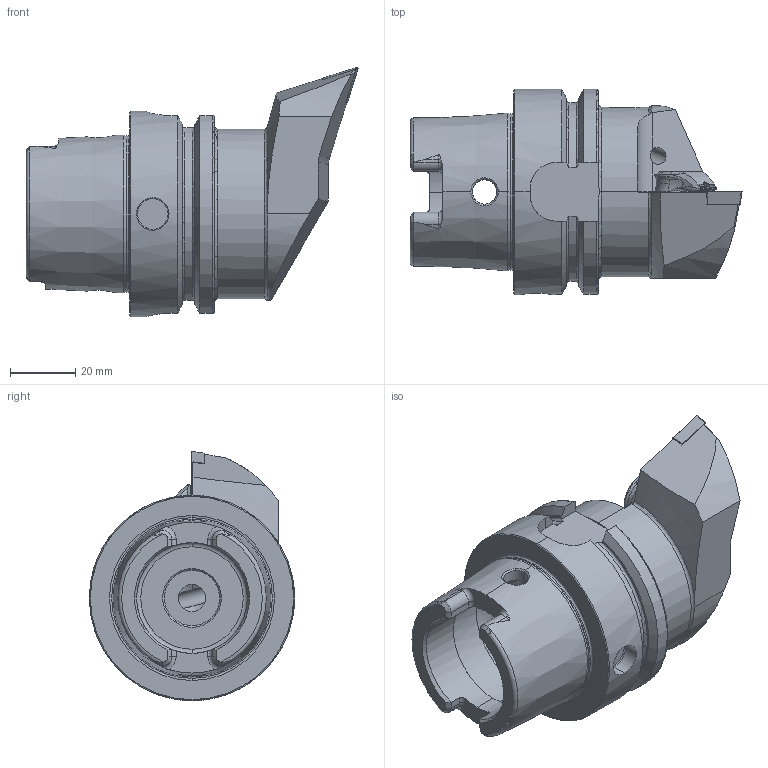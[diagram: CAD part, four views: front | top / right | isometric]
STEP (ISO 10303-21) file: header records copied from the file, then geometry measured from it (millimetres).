
FILE_DESCRIPTION (( 'STEP AP214' ), '1' );
FILE_NAME ('HA6.KDB.LHA.070-HP.STEP', '2021-02-10T10:31:46', ( '' ), ( '' ), 'SwSTEP 2.0', 'SolidWorks 2017', '' );
FILE_SCHEMA (( 'AUTOMOTIVE_DESIGN' ));
Length unit declared in the file: millimetre
Products named in the file (11): DIN 3771 - 6.5x1.5; ISO 8752 2x8; HA6.KDB.LHA.070-HP; DCMT11T304; DIN 3771 - 13x1; CHP-ER1.008.014_A; CHP-PCX.000.022_D《e; DIN 7991 - M5x18; WCB-ER2.001.009_A; HA6-KDB.LHA.070-HP_A; CHP-PCX.000.022_B
Assembly tree (10 placements, depth 3):
  HA6.KDB.LHA.070-HP
    HA6-KDB.LHA.070-HP_A
    DCMT11T304
    WCB-ER2.001.009_A
    CHP-PCX.000.022_D《e
      DIN 3771 - 13x1
      DIN 3771 - 6.5x1.5
      CHP-PCX.000.022_B
      DIN 7991 - M5x18
    CHP-ER1.008.014_A
    ISO 8752 2x8
Bounding box: 101.9 x 63 x 76.5 mm (x, y, z)
Volume: 141041.8 mm3; surface area: 33425.7 mm2
Topology: 9 solids, 9 shells, 518 faces, 1326 edges, 810 vertices
Faces by surface type: cylinder 153, plane 131, cone 104, torus 70, bspline 58, sphere 2
Entity records: 21657 total; most frequent: CARTESIAN_POINT 8226, ORIENTED_EDGE 2616, DIRECTION 2289, EDGE_CURVE 1308, AXIS2_PLACEMENT_3D 924, VERTEX_POINT 810, EDGE_LOOP 540, FACE_OUTER_BOUND 518
